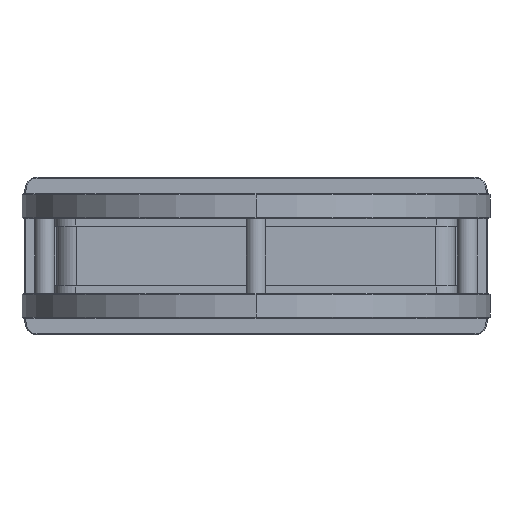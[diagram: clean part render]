
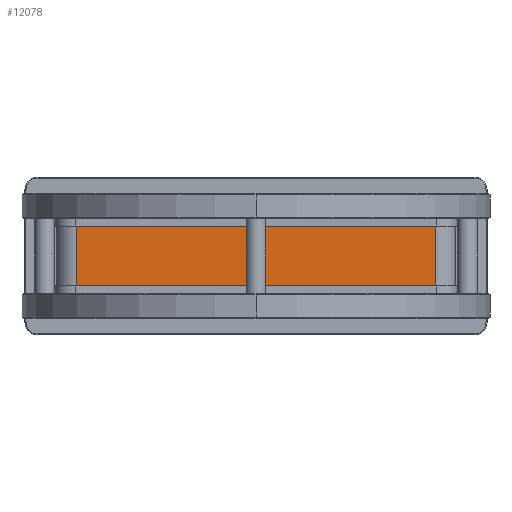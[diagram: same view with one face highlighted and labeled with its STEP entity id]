
A CAD part, front view. The second image highlights one B-rep face of the part: STEP entity #12078.
In plain terms, the highlighted planar face has unit normal (0, -1, 0).
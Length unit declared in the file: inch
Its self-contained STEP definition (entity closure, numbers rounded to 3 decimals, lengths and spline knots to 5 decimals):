
#89=DIRECTION('',(-1.,0.,0.));
#90=VECTOR('',#89,6.78);
#91=CARTESIAN_POINT('',(3.39,-3.447,-0.5675));
#92=LINE('',#91,#90);
#3570=DIRECTION('',(-1.,0.,0.));
#3571=VECTOR('',#3570,6.78);
#3572=CARTESIAN_POINT('',(3.39,-3.447,0.5675));
#3573=LINE('',#3572,#3571);
#4297=DIRECTION('',(0.,0.,1.));
#4298=VECTOR('',#4297,1.135);
#4299=CARTESIAN_POINT('',(3.39,-3.447,-0.5675));
#4300=LINE('',#4299,#4298);
#4301=DIRECTION('',(0.,0.,1.));
#4302=VECTOR('',#4301,1.135);
#4303=CARTESIAN_POINT('',(-3.39,-3.447,-0.5675));
#4304=LINE('',#4303,#4302);
#5446=CARTESIAN_POINT('',(3.39,-3.447,-0.5675));
#5447=VERTEX_POINT('',#5446);
#5448=CARTESIAN_POINT('',(-3.39,-3.447,-0.5675));
#5449=VERTEX_POINT('',#5448);
#5462=CARTESIAN_POINT('',(3.39,-3.447,0.5675));
#5463=VERTEX_POINT('',#5462);
#5464=CARTESIAN_POINT('',(-3.39,-3.447,0.5675));
#5465=VERTEX_POINT('',#5464);
#12066=CARTESIAN_POINT('',(3.39,-3.447,-0.5675));
#12067=DIRECTION('',(0.,1.,0.));
#12068=DIRECTION('',(-1.,0.,0.));
#12069=AXIS2_PLACEMENT_3D('',#12066,#12067,#12068);
#12070=PLANE('',#12069);
#12071=ORIENTED_EDGE('',*,*,#5702,.T.);
#12073=ORIENTED_EDGE('',*,*,#12072,.T.);
#12074=ORIENTED_EDGE('',*,*,#10969,.F.);
#12075=ORIENTED_EDGE('',*,*,#12059,.F.);
#12076=EDGE_LOOP('',(#12071,#12073,#12074,#12075));
#12077=FACE_OUTER_BOUND('',#12076,.F.);
#12078=ADVANCED_FACE('',(#12077),#12070,.F.);
#5702=EDGE_CURVE('',#5447,#5449,#92,.T.);
#10969=EDGE_CURVE('',#5463,#5465,#3573,.T.);
#12059=EDGE_CURVE('',#5447,#5463,#4300,.T.);
#12072=EDGE_CURVE('',#5449,#5465,#4304,.T.);
